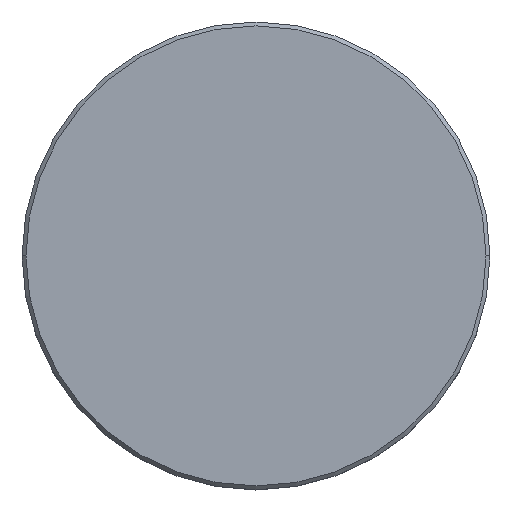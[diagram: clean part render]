
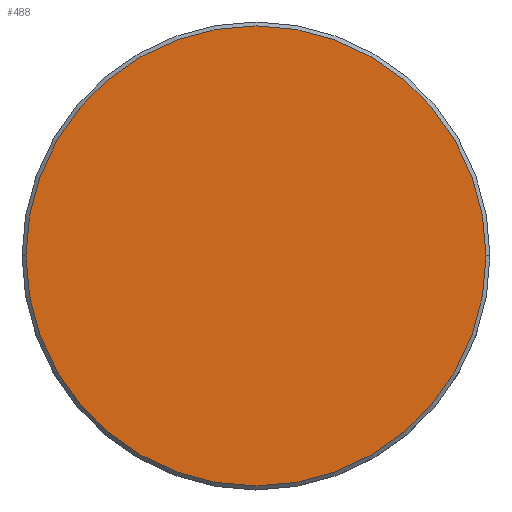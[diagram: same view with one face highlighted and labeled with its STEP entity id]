
A CAD part, top view. The second image highlights one B-rep face of the part: STEP entity #488.
In plain terms, the highlighted planar face has unit normal (0, 0, 1).
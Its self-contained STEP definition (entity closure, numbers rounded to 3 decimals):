
#35 = EDGE_CURVE ( 'NONE', #405, #546, #423, .T. ) ;
#121 = EDGE_LOOP ( 'NONE', ( #1065, #990 ) ) ;
#126 = DIRECTION ( 'NONE',  ( 0., 0., 1. ) ) ;
#162 = AXIS2_PLACEMENT_3D ( 'NONE', #1143, #126, #1053 ) ;
#245 = CARTESIAN_POINT ( 'NONE',  ( -29.5, 0., 0. ) ) ;
#322 = DIRECTION ( 'NONE',  ( 0., 0., 1. ) ) ;
#405 = VERTEX_POINT ( 'NONE', #924 ) ;
#423 = CIRCLE ( 'NONE', #1148, 29.5 ) ;
#487 = DIRECTION ( 'NONE',  ( 1., 0., 0. ) ) ;
#488 = ADVANCED_FACE ( 'NONE', ( #587 ), #965, .T. ) ;
#546 = VERTEX_POINT ( 'NONE', #245 ) ;
#555 = DIRECTION ( 'NONE',  ( 0., 0., 1. ) ) ;
#562 = DIRECTION ( 'NONE',  ( 1., 0., 0. ) ) ;
#576 = EDGE_CURVE ( 'NONE', #546, #405, #960, .T. ) ;
#580 = CARTESIAN_POINT ( 'NONE',  ( 0., 0., 0. ) ) ;
#587 = FACE_OUTER_BOUND ( 'NONE', #121, .T. ) ;
#850 = AXIS2_PLACEMENT_3D ( 'NONE', #951, #322, #487 ) ;
#924 = CARTESIAN_POINT ( 'NONE',  ( 29.5, 0., 0. ) ) ;
#951 = CARTESIAN_POINT ( 'NONE',  ( 0., 0., 0. ) ) ;
#960 = CIRCLE ( 'NONE', #162, 29.5 ) ;
#965 = PLANE ( 'NONE',  #850 ) ;
#990 = ORIENTED_EDGE ( 'NONE', *, *, #35, .T. ) ;
#1053 = DIRECTION ( 'NONE',  ( 1., 0., 0. ) ) ;
#1065 = ORIENTED_EDGE ( 'NONE', *, *, #576, .T. ) ;
#1143 = CARTESIAN_POINT ( 'NONE',  ( 0., 0., 0. ) ) ;
#1148 = AXIS2_PLACEMENT_3D ( 'NONE', #580, #555, #562 ) ;
